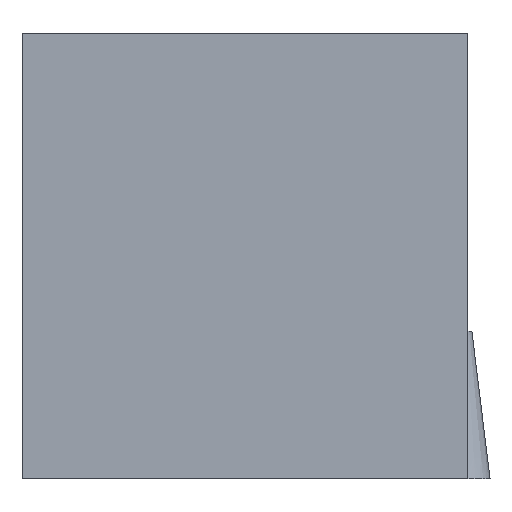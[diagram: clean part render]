
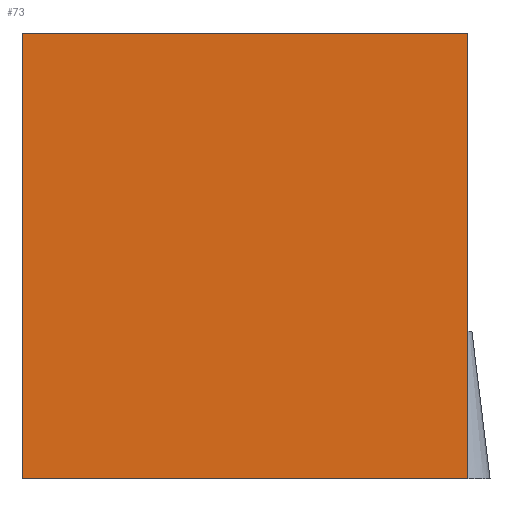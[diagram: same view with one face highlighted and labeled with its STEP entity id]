
A CAD part, left-side view. The second image highlights one B-rep face of the part: STEP entity #73.
In plain terms, the highlighted planar face has unit normal (-1, 0, 0).
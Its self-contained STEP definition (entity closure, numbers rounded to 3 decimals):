
#73=ADVANCED_FACE('',(#106),#93,.T.);
#93=PLANE('',#368);
#106=FACE_OUTER_BOUND('',#121,.T.);
#121=EDGE_LOOP('',(#146,#147,#148,#149));
#146=ORIENTED_EDGE('',*,*,#262,.F.);
#147=ORIENTED_EDGE('',*,*,#263,.F.);
#148=ORIENTED_EDGE('',*,*,#264,.T.);
#149=ORIENTED_EDGE('',*,*,#265,.T.);
#232=VERTEX_POINT('',#499);
#233=VERTEX_POINT('',#500);
#234=VERTEX_POINT('',#502);
#235=VERTEX_POINT('',#504);
#262=EDGE_CURVE('',#232,#233,#305,.T.);
#263=EDGE_CURVE('',#234,#232,#306,.T.);
#264=EDGE_CURVE('',#234,#235,#307,.T.);
#265=EDGE_CURVE('',#235,#233,#308,.T.);
#305=LINE('',#498,#336);
#306=LINE('',#501,#337);
#307=LINE('',#503,#338);
#308=LINE('',#505,#339);
#336=VECTOR('',#402,1.);
#337=VECTOR('',#403,1.);
#338=VECTOR('',#404,1.);
#339=VECTOR('',#405,1.);
#368=AXIS2_PLACEMENT_3D('',#506,#406,#407);
#402=DIRECTION('',(0.,1.,0.));
#403=DIRECTION('',(0.,0.,-1.));
#404=DIRECTION('',(0.,1.,0.));
#405=DIRECTION('',(0.,0.,-1.));
#406=DIRECTION('',(-1.,0.,0.));
#407=DIRECTION('',(0.,0.,1.));
#498=CARTESIAN_POINT('',(-81.129,0.612,0.));
#499=CARTESIAN_POINT('',(-81.129,0.612,0.));
#500=CARTESIAN_POINT('',(-81.129,12.612,0.));
#501=CARTESIAN_POINT('',(-81.129,0.612,12.));
#502=CARTESIAN_POINT('',(-81.129,0.612,12.));
#503=CARTESIAN_POINT('',(-81.129,0.612,12.));
#504=CARTESIAN_POINT('',(-81.129,12.612,12.));
#505=CARTESIAN_POINT('',(-81.129,12.612,12.));
#506=CARTESIAN_POINT('',(-81.129,0.612,12.));
